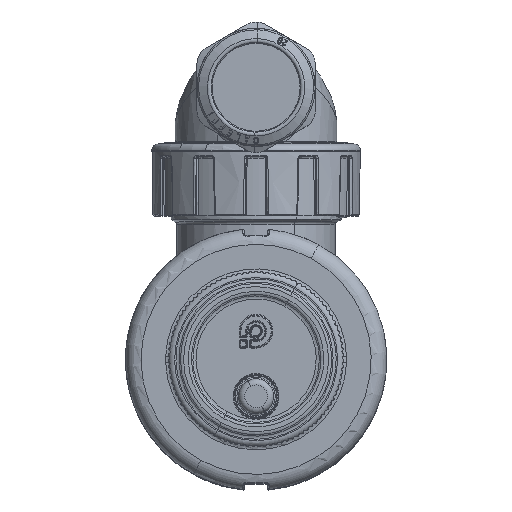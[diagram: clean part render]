
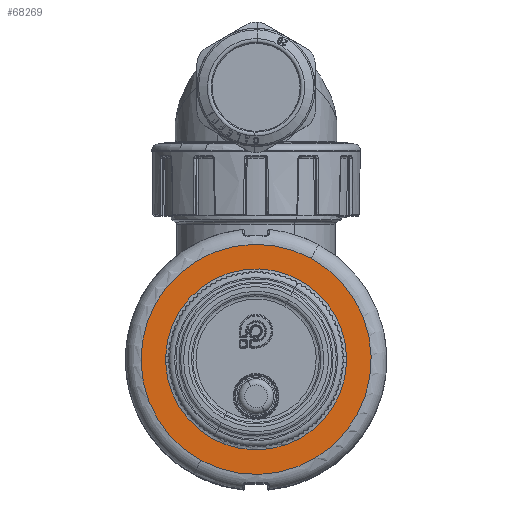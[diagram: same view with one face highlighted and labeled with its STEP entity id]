
A CAD part, top view. The second image highlights one B-rep face of the part: STEP entity #68269.
In plain terms, the highlighted planar face has unit normal (0, 0, 1).
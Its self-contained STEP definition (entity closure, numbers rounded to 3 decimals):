
#68112=CARTESIAN_POINT('Vertex',(29.068,1.,59.4)) ;
#68115=CARTESIAN_POINT('Axis2P3D Location',(0.,0.,59.4)) ;
#68119=CARTESIAN_POINT('Vertex',(19.847,21.261,59.4)) ;
#68122=CARTESIAN_POINT('Axis2P3D Location',(0.,0.,59.4)) ;
#68126=CARTESIAN_POINT('Vertex',(1.,29.068,59.4)) ;
#68129=CARTESIAN_POINT('Axis2P3D Location',(0.,0.,59.4)) ;
#68133=CARTESIAN_POINT('Vertex',(-29.068,1.,59.4)) ;
#68160=CARTESIAN_POINT('Axis2P3D Location',(0.,0.,59.4)) ;
#68164=CARTESIAN_POINT('Vertex',(-29.068,-1.,59.4)) ;
#68189=CARTESIAN_POINT('Vertex',(29.068,-1.,59.4)) ;
#68192=CARTESIAN_POINT('Axis2P3D Location',(0.,0.,59.4)) ;
#68196=CARTESIAN_POINT('Vertex',(-29.064,-1.104,59.4)) ;
#68199=CARTESIAN_POINT('Axis2P3D Location',(0.,0.,59.4)) ;
#68214=CARTESIAN_POINT('Axis2P3D Location',(0.,0.,59.4)) ;
#68218=CARTESIAN_POINT('Vertex',(29.085,0.,59.4)) ;
#68221=CARTESIAN_POINT('Axis2P3D Location',(0.,0.,59.4)) ;
#68236=CARTESIAN_POINT('Axis2P3D Location',(0.,37.,59.4)) ;
#68241=CARTESIAN_POINT('Axis2P3D Location',(0.,0.,59.4)) ;
#68245=CARTESIAN_POINT('Vertex',(-17.739,-32.471,59.4)) ;
#68247=CARTESIAN_POINT('Vertex',(17.739,32.471,59.4)) ;
#68250=CARTESIAN_POINT('Axis2P3D Location',(0.,0.,59.4)) ;
#68116=DIRECTION('Axis2P3D Direction',(0.,0.,-1.)) ;
#68123=DIRECTION('Axis2P3D Direction',(0.,0.,-1.)) ;
#68130=DIRECTION('Axis2P3D Direction',(0.,0.,-1.)) ;
#68161=DIRECTION('Axis2P3D Direction',(0.,0.,-1.)) ;
#68193=DIRECTION('Axis2P3D Direction',(0.,0.,-1.)) ;
#68200=DIRECTION('Axis2P3D Direction',(0.,0.,-1.)) ;
#68215=DIRECTION('Axis2P3D Direction',(0.,0.,-1.)) ;
#68222=DIRECTION('Axis2P3D Direction',(0.,0.,-1.)) ;
#68237=DIRECTION('Axis2P3D Direction',(0.,0.,-1.)) ;
#68238=DIRECTION('Axis2P3D XDirection',(1.,0.,0.)) ;
#68242=DIRECTION('Axis2P3D Direction',(0.,0.,-1.)) ;
#68251=DIRECTION('Axis2P3D Direction',(0.,0.,-1.)) ;
#68117=AXIS2_PLACEMENT_3D('Circle Axis2P3D',#68115,#68116,$) ;
#68124=AXIS2_PLACEMENT_3D('Circle Axis2P3D',#68122,#68123,$) ;
#68131=AXIS2_PLACEMENT_3D('Circle Axis2P3D',#68129,#68130,$) ;
#68162=AXIS2_PLACEMENT_3D('Circle Axis2P3D',#68160,#68161,$) ;
#68194=AXIS2_PLACEMENT_3D('Circle Axis2P3D',#68192,#68193,$) ;
#68201=AXIS2_PLACEMENT_3D('Circle Axis2P3D',#68199,#68200,$) ;
#68216=AXIS2_PLACEMENT_3D('Circle Axis2P3D',#68214,#68215,$) ;
#68223=AXIS2_PLACEMENT_3D('Circle Axis2P3D',#68221,#68222,$) ;
#68239=AXIS2_PLACEMENT_3D('Plane Axis2P3D',#68236,#68237,#68238) ;
#68243=AXIS2_PLACEMENT_3D('Circle Axis2P3D',#68241,#68242,$) ;
#68252=AXIS2_PLACEMENT_3D('Circle Axis2P3D',#68250,#68251,$) ;
#68118=CIRCLE('generated circle',#68117,29.085) ;
#68125=CIRCLE('generated circle',#68124,29.085) ;
#68132=CIRCLE('generated circle',#68131,29.085) ;
#68163=CIRCLE('generated circle',#68162,29.085) ;
#68195=CIRCLE('generated circle',#68194,29.085) ;
#68202=CIRCLE('generated circle',#68201,29.085) ;
#68217=CIRCLE('generated circle',#68216,29.085) ;
#68224=CIRCLE('generated circle',#68223,29.085) ;
#68244=CIRCLE('generated circle',#68243,37.) ;
#68253=CIRCLE('generated circle',#68252,37.) ;
#68240=PLANE('',#68239) ;
#68268=FACE_BOUND('',#68259,.T.) ;
#68121=EDGE_CURVE('',#68120,#68113,#68118,.T.) ;
#68128=EDGE_CURVE('',#68127,#68120,#68125,.T.) ;
#68135=EDGE_CURVE('',#68134,#68127,#68132,.T.) ;
#68166=EDGE_CURVE('',#68165,#68134,#68163,.T.) ;
#68198=EDGE_CURVE('',#68197,#68165,#68195,.T.) ;
#68203=EDGE_CURVE('',#68190,#68197,#68202,.T.) ;
#68220=EDGE_CURVE('',#68219,#68190,#68217,.T.) ;
#68225=EDGE_CURVE('',#68113,#68219,#68224,.T.) ;
#68249=EDGE_CURVE('',#68246,#68248,#68244,.T.) ;
#68254=EDGE_CURVE('',#68248,#68246,#68253,.T.) ;
#68256=ORIENTED_EDGE('',*,*,#68249,.F.) ;
#68257=ORIENTED_EDGE('',*,*,#68254,.F.) ;
#68260=ORIENTED_EDGE('',*,*,#68220,.T.) ;
#68261=ORIENTED_EDGE('',*,*,#68203,.T.) ;
#68262=ORIENTED_EDGE('',*,*,#68198,.T.) ;
#68263=ORIENTED_EDGE('',*,*,#68166,.T.) ;
#68264=ORIENTED_EDGE('',*,*,#68135,.T.) ;
#68265=ORIENTED_EDGE('',*,*,#68128,.T.) ;
#68266=ORIENTED_EDGE('',*,*,#68121,.T.) ;
#68267=ORIENTED_EDGE('',*,*,#68225,.T.) ;
#68255=EDGE_LOOP('',(#68256,#68257)) ;
#68259=EDGE_LOOP('',(#68260,#68261,#68262,#68263,#68264,#68265,#68266,#68267)) ;
#68113=VERTEX_POINT('',#68112) ;
#68120=VERTEX_POINT('',#68119) ;
#68127=VERTEX_POINT('',#68126) ;
#68134=VERTEX_POINT('',#68133) ;
#68165=VERTEX_POINT('',#68164) ;
#68190=VERTEX_POINT('',#68189) ;
#68197=VERTEX_POINT('',#68196) ;
#68219=VERTEX_POINT('',#68218) ;
#68246=VERTEX_POINT('',#68245) ;
#68248=VERTEX_POINT('',#68247) ;
#68269=ADVANCED_FACE('PartBody',(#68258,#68268),#68240,.F.) ;
#68258=FACE_OUTER_BOUND('',#68255,.T.) ;
